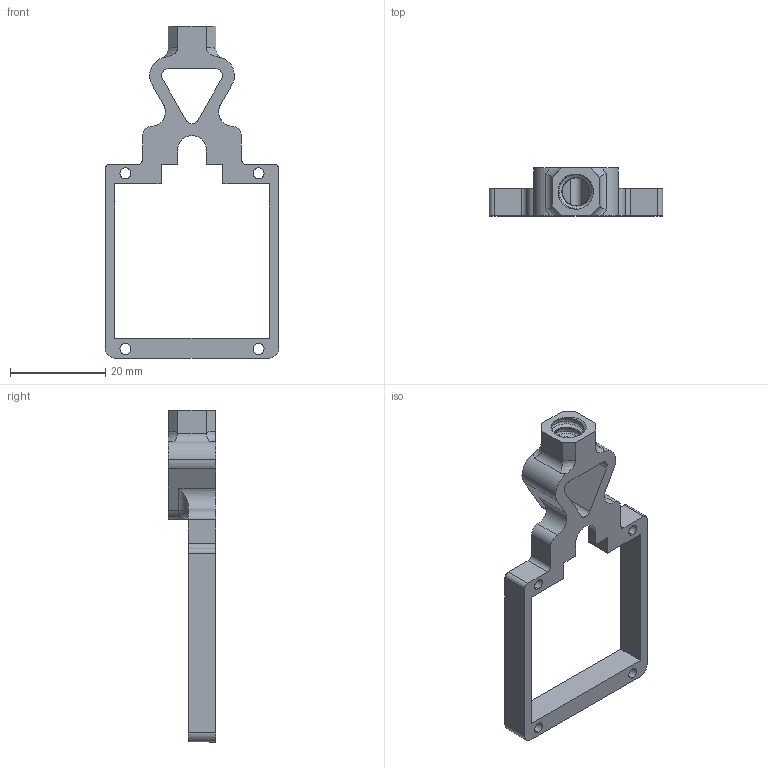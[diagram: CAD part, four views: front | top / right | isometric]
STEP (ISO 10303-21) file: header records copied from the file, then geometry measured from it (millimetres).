
FILE_DESCRIPTION (( 'STEP AP214' ), '1' );
FILE_NAME ('LED_holder_rectangle_1.2_universal.STEP', '2019-10-03T14:46:27', ( '' ), ( '' ), 'SwSTEP 2.0', 'SolidWorks 2012', '' );
FILE_SCHEMA (( 'AUTOMOTIVE_DESIGN' ));
Length unit declared in the file: millimetre
Products named in the file (1): LED_holder_rectangle_1.2_universal
Bounding box: 36.4 x 10 x 69.66 mm (x, y, z)
Volume: 4011.7 mm3; surface area: 4397.5 mm2
Topology: 1 solids, 1 shells, 97 faces, 295 edges, 199 vertices
Faces by surface type: plane 41, cylinder 39, bspline 10, cone 5, torus 2
Entity records: 9648 total; most frequent: CARTESIAN_POINT 7054, ORIENTED_EDGE 590, DIRECTION 466, EDGE_CURVE 295, VERTEX_POINT 199, AXIS2_PLACEMENT_3D 157, VECTOR 152, LINE 152
